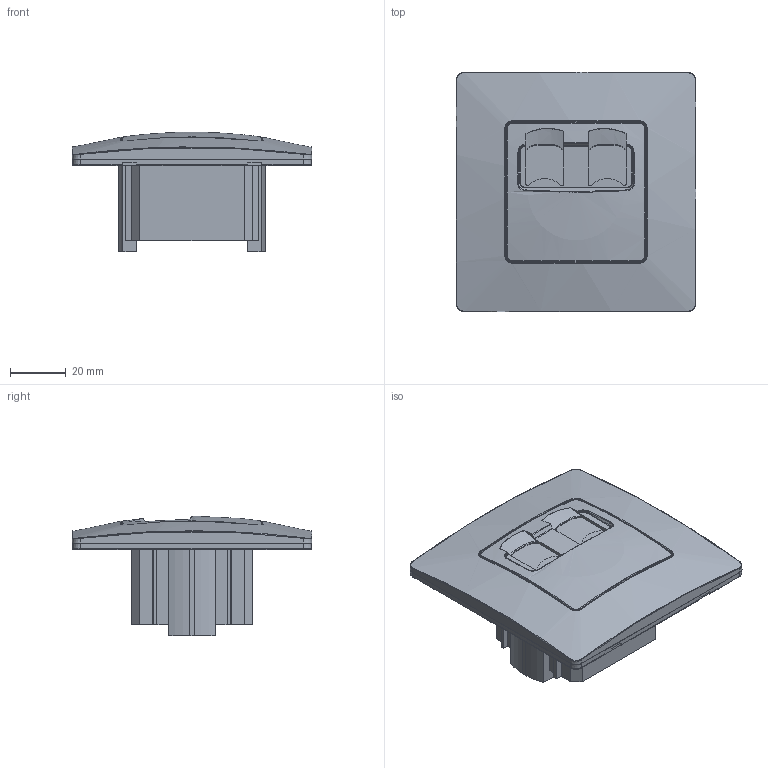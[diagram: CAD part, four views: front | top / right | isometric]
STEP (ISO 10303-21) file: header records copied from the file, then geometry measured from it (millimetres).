
FILE_DESCRIPTION (( 'STEP AP203' ), '1' );
FILE_NAME ('Rozetka2_RJ45_RJ11.STEP', '2025-06-26T07:32:03', ( '' ), ( '' ), 'SwSTEP 2.0', 'SolidWorks 2022', '' );
FILE_SCHEMA (( 'CONFIG_CONTROL_DESIGN' ));
Length unit declared in the file: millimetre
Products named in the file (1): Rozetka2_RJ45_RJ11
Bounding box: 86 x 86 x 43 mm (x, y, z)
Surface area: 26148.1 mm2 (no closed solid volume)
Topology: 0 solids, 11 shells, 386 faces, 1000 edges, 631 vertices
Faces by surface type: plane 224, cylinder 68, bspline 46, cone 24, torus 21, sphere 3
Entity records: 17010 total; most frequent: CARTESIAN_POINT 9831, ORIENTED_EDGE 1958, EDGE_CURVE 991, B_SPLINE_CURVE_WITH_KNOTS 961, DIRECTION 688, VERTEX_POINT 626, EDGE_LOOP 388, ADVANCED_FACE 384
